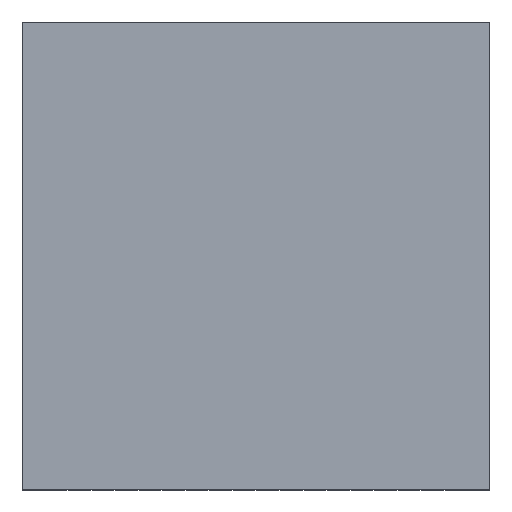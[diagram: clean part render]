
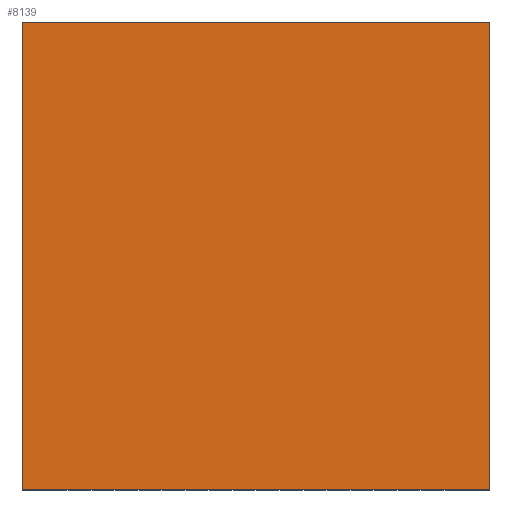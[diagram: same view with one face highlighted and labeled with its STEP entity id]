
A CAD part, top view. The second image highlights one B-rep face of the part: STEP entity #8139.
In plain terms, the highlighted face is planar.
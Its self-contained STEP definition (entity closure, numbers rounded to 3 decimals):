
#3510=DIRECTION('',(0.,0.,1.));
#3511=VECTOR('',#3510,7.);
#3512=CARTESIAN_POINT('',(-3.5,0.8,-3.5));
#3513=LINE('',#3512,#3511);
#3517=DIRECTION('',(-1.,0.,0.));
#3518=VECTOR('',#3517,7.);
#3519=CARTESIAN_POINT('',(3.5,0.8,-3.5));
#3520=LINE('',#3519,#3518);
#3524=DIRECTION('',(0.,0.,-1.));
#3525=VECTOR('',#3524,7.);
#3526=CARTESIAN_POINT('',(3.5,0.8,3.5));
#3527=LINE('',#3526,#3525);
#3531=DIRECTION('',(1.,0.,0.));
#3532=VECTOR('',#3531,7.);
#3533=CARTESIAN_POINT('',(-3.5,0.8,3.5));
#3534=LINE('',#3533,#3532);
#4756=CARTESIAN_POINT('',(-3.5,0.8,-3.5));
#4757=CARTESIAN_POINT('',(-3.5,0.8,3.5));
#4758=VERTEX_POINT('',#4756);
#4759=VERTEX_POINT('',#4757);
#4760=CARTESIAN_POINT('',(3.5,0.8,3.5));
#4761=VERTEX_POINT('',#4760);
#4762=CARTESIAN_POINT('',(3.5,0.8,-3.5));
#4763=VERTEX_POINT('',#4762);
#8128=CARTESIAN_POINT('',(0.,0.8,0.));
#8129=DIRECTION('',(0.,1.,0.));
#8130=DIRECTION('',(1.,0.,0.));
#8131=AXIS2_PLACEMENT_3D('',#8128,#8129,#8130);
#8132=PLANE('',#8131);
#8133=ORIENTED_EDGE('',*,*,#6968,.F.);
#8134=ORIENTED_EDGE('',*,*,#7213,.F.);
#8135=ORIENTED_EDGE('',*,*,#7409,.F.);
#8136=ORIENTED_EDGE('',*,*,#7536,.F.);
#8137=EDGE_LOOP('',(#8133,#8134,#8135,#8136));
#8138=FACE_OUTER_BOUND('',#8137,.F.);
#8139=ADVANCED_FACE('',(#8138),#8132,.T.);
#6968=EDGE_CURVE('',#4758,#4759,#3513,.T.);
#7213=EDGE_CURVE('',#4763,#4758,#3520,.T.);
#7409=EDGE_CURVE('',#4761,#4763,#3527,.T.);
#7536=EDGE_CURVE('',#4759,#4761,#3534,.T.);
